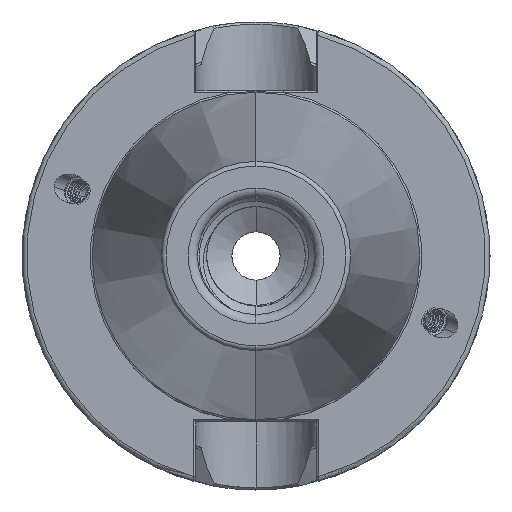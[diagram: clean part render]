
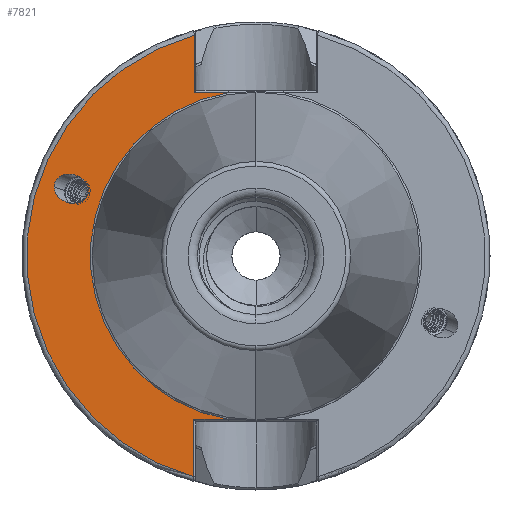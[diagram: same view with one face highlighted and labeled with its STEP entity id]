
A CAD part, left-side view. The second image highlights one B-rep face of the part: STEP entity #7821.
In plain terms, the highlighted planar face has unit normal (-1, 0, 0).
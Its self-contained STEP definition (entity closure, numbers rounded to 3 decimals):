
#2518 = VERTEX_POINT ( 'NONE', #14751 ) ;
#2520 = VERTEX_POINT ( 'NONE', #14753 ) ;
#2521 = VERTEX_POINT ( 'NONE', #14754 ) ;
#2710 = EDGE_LOOP ( 'NONE', ( #4600, #4602, #4601, #4603, #4604, #4605 ) ) ;
#2711 = EDGE_LOOP ( 'NONE', ( #4598, #4599, #4596 ) ) ;
#3715 =( BOUNDED_CURVE ( )  B_SPLINE_CURVE ( 3, ( #6598, #6599, #6600, #6601 ),
 .UNSPECIFIED., .F., .F. ) 
 B_SPLINE_CURVE_WITH_KNOTS ( ( 4, 4 ),
 ( 0., 2.852 ),
 .UNSPECIFIED. ) 
 CURVE ( )  GEOMETRIC_REPRESENTATION_ITEM ( )  RATIONAL_B_SPLINE_CURVE ( ( 1., 0.43, 0.43, 1. ) ) 
 REPRESENTATION_ITEM ( '' )  );
#3772 =( BOUNDED_CURVE ( )  B_SPLINE_CURVE ( 3, ( #12255, #12256, #12257, #12258 ),
 .UNSPECIFIED., .F., .T. ) 
 B_SPLINE_CURVE_WITH_KNOTS ( ( 4, 4 ),
 ( 5.993, 6.283 ),
 .UNSPECIFIED. ) 
 CURVE ( )  GEOMETRIC_REPRESENTATION_ITEM ( )  RATIONAL_B_SPLINE_CURVE ( ( 1., 0.993, 0.993, 1. ) ) 
 REPRESENTATION_ITEM ( '' )  );
#3775 =( BOUNDED_CURVE ( )  B_SPLINE_CURVE ( 3, ( #12262, #12263, #12264, #12265 ),
 .UNSPECIFIED., .F., .T. ) 
 B_SPLINE_CURVE_WITH_KNOTS ( ( 4, 4 ),
 ( 2.852, 5.993 ),
 .UNSPECIFIED. ) 
 CURVE ( )  GEOMETRIC_REPRESENTATION_ITEM ( )  RATIONAL_B_SPLINE_CURVE ( ( 1., 0.333, 0.333, 1. ) ) 
 REPRESENTATION_ITEM ( '' )  );
#4098 = AXIS2_PLACEMENT_3D ( 'NONE', #6589, #6593, #6594 ) ;
#4103 = AXIS2_PLACEMENT_3D ( 'NONE', #6580, #6587, #6588 ) ;
#4104 = VECTOR ( 'NONE', #6583, 1000. ) ;
#4105 = VECTOR ( 'NONE', #6586, 1000. ) ;
#4107 = VECTOR ( 'NONE', #6592, 1000. ) ;
#4109 = VECTOR ( 'NONE', #6597, 1000. ) ;
#4596 = ORIENTED_EDGE ( 'NONE', *, *, #7675, .T. ) ;
#4598 = ORIENTED_EDGE ( 'NONE', *, *, #11125, .T. ) ;
#4599 = ORIENTED_EDGE ( 'NONE', *, *, #7677, .T. ) ;
#4600 = ORIENTED_EDGE ( 'NONE', *, *, #11123, .T. ) ;
#4601 = ORIENTED_EDGE ( 'NONE', *, *, #11122, .T. ) ;
#4602 = ORIENTED_EDGE ( 'NONE', *, *, #11124, .T. ) ;
#4603 = ORIENTED_EDGE ( 'NONE', *, *, #11121, .F. ) ;
#4604 = ORIENTED_EDGE ( 'NONE', *, *, #11120, .T. ) ;
#4605 = ORIENTED_EDGE ( 'NONE', *, *, #11119, .T. ) ;
#5993 = VERTEX_POINT ( 'NONE', #14868 ) ;
#5994 = VERTEX_POINT ( 'NONE', #14869 ) ;
#5995 = VERTEX_POINT ( 'NONE', #14870 ) ;
#5996 = VERTEX_POINT ( 'NONE', #14871 ) ;
#5997 = VERTEX_POINT ( 'NONE', #14872 ) ;
#5998 = VERTEX_POINT ( 'NONE', #14873 ) ;
#6580 = CARTESIAN_POINT ( 'NONE',  ( 0., 0., 0. ) ) ;
#6581 = LINE ( 'NONE', #6582, #4104 ) ;
#6582 = CARTESIAN_POINT ( 'NONE',  ( 0., 13.194, 47.285 ) ) ;
#6583 = DIRECTION ( 'NONE',  ( 0., 0., 1. ) ) ;
#6584 = LINE ( 'NONE', #6585, #4105 ) ;
#6585 = CARTESIAN_POINT ( 'NONE',  ( 0., 12.85, 34.9 ) ) ;
#6586 = DIRECTION ( 'NONE',  ( 0., 1., 0. ) ) ;
#6587 = DIRECTION ( 'NONE',  ( -1., 0., 0. ) ) ;
#6588 = DIRECTION ( 'NONE',  ( 0., 0., 1. ) ) ;
#6589 = CARTESIAN_POINT ( 'NONE',  ( 0., 0., 0. ) ) ;
#6590 = LINE ( 'NONE', #6591, #4107 ) ;
#6591 = CARTESIAN_POINT ( 'NONE',  ( 0., 35.398, -34.9 ) ) ;
#6592 = DIRECTION ( 'NONE',  ( 0., -1., 0. ) ) ;
#6593 = DIRECTION ( 'NONE',  ( -1., 0., 0. ) ) ;
#6594 = DIRECTION ( 'NONE',  ( 0., 0., 1. ) ) ;
#6595 = LINE ( 'NONE', #6596, #4109 ) ;
#6596 = CARTESIAN_POINT ( 'NONE',  ( 0., 13.279, 0. ) ) ;
#6597 = DIRECTION ( 'NONE',  ( 0., 0., 1. ) ) ;
#6598 = CARTESIAN_POINT ( 'NONE',  ( 0., 35.968, 13.091 ) ) ;
#6599 = CARTESIAN_POINT ( 'NONE',  ( 0., 37.57, 8.69 ) ) ;
#6600 = CARTESIAN_POINT ( 'NONE',  ( 0., 43.118, 9.99 ) ) ;
#6601 = CARTESIAN_POINT ( 'NONE',  ( 0., 43.118, 14.766 ) ) ;
#7097 = CIRCLE ( 'NONE', #4103, 35.398 ) ;
#7098 = CIRCLE ( 'NONE', #4098, 49. ) ;
#7675 = EDGE_CURVE ( 'NONE', #2521, #2520, #3772, .T. ) ;
#7677 = EDGE_CURVE ( 'NONE', #2518, #2521, #3775, .T. ) ;
#7821 = ADVANCED_FACE ( 'NONE', ( #10609, #10613 ), #9074, .F. ) ;
#9074 = PLANE ( 'NONE',  #10615 ) ;
#9075 = CARTESIAN_POINT ( 'NONE',  ( 0., 35.398, 0. ) ) ;
#9076 = DIRECTION ( 'NONE',  ( 1., 0., 0. ) ) ;
#9077 = DIRECTION ( 'NONE',  ( 0., 0., -1. ) ) ;
#10609 = FACE_BOUND ( 'NONE', #2711, .T. ) ;
#10613 = FACE_OUTER_BOUND ( 'NONE', #2710, .T. ) ;
#10615 = AXIS2_PLACEMENT_3D ( 'NONE', #9075, #9076, #9077 ) ;
#11119 = EDGE_CURVE ( 'NONE', #5993, #5998, #6581, .T. ) ;
#11120 = EDGE_CURVE ( 'NONE', #5994, #5993, #6584, .T. ) ;
#11121 = EDGE_CURVE ( 'NONE', #5994, #5995, #7097, .T. ) ;
#11122 = EDGE_CURVE ( 'NONE', #5996, #5995, #6590, .T. ) ;
#11123 = EDGE_CURVE ( 'NONE', #5998, #5997, #7098, .T. ) ;
#11124 = EDGE_CURVE ( 'NONE', #5997, #5996, #6595, .T. ) ;
#11125 = EDGE_CURVE ( 'NONE', #2520, #2518, #3715, .T. ) ;
#12255 = CARTESIAN_POINT ( 'NONE',  ( 0., 35.816, 13.963 ) ) ;
#12256 = CARTESIAN_POINT ( 'NONE',  ( 0., 35.816, 13.662 ) ) ;
#12257 = CARTESIAN_POINT ( 'NONE',  ( 0., 35.867, 13.369 ) ) ;
#12258 = CARTESIAN_POINT ( 'NONE',  ( 0., 35.968, 13.091 ) ) ;
#12262 = CARTESIAN_POINT ( 'NONE',  ( 0., 43.118, 14.766 ) ) ;
#12263 = CARTESIAN_POINT ( 'NONE',  ( 0., 43.118, 20.987 ) ) ;
#12264 = CARTESIAN_POINT ( 'NONE',  ( 0., 35.816, 20.184 ) ) ;
#12265 = CARTESIAN_POINT ( 'NONE',  ( 0., 35.816, 13.963 ) ) ;
#14751 = CARTESIAN_POINT ( 'NONE',  ( 0., 43.118, 14.766 ) ) ;
#14753 = CARTESIAN_POINT ( 'NONE',  ( 0., 35.968, 13.091 ) ) ;
#14754 = CARTESIAN_POINT ( 'NONE',  ( 0., 35.816, 13.963 ) ) ;
#14868 = CARTESIAN_POINT ( 'NONE',  ( 0., 13.194, 34.9 ) ) ;
#14869 = CARTESIAN_POINT ( 'NONE',  ( 0., 5.916, 34.9 ) ) ;
#14870 = CARTESIAN_POINT ( 'NONE',  ( 0., 5.916, -34.9 ) ) ;
#14871 = CARTESIAN_POINT ( 'NONE',  ( 0., 13.279, -34.9 ) ) ;
#14872 = CARTESIAN_POINT ( 'NONE',  ( 0., 13.279, -47.166 ) ) ;
#14873 = CARTESIAN_POINT ( 'NONE',  ( 0., 13.194, 47.19 ) ) ;
